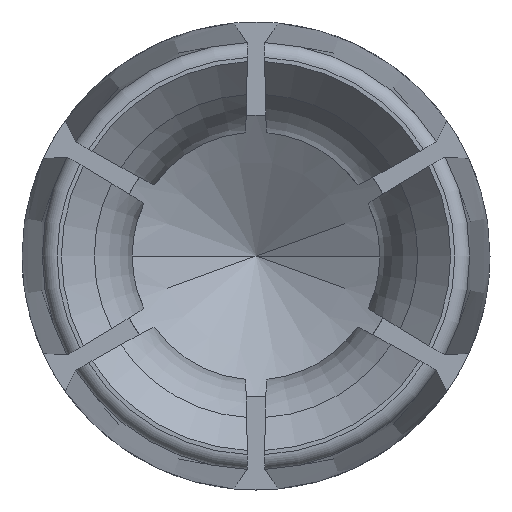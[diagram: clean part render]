
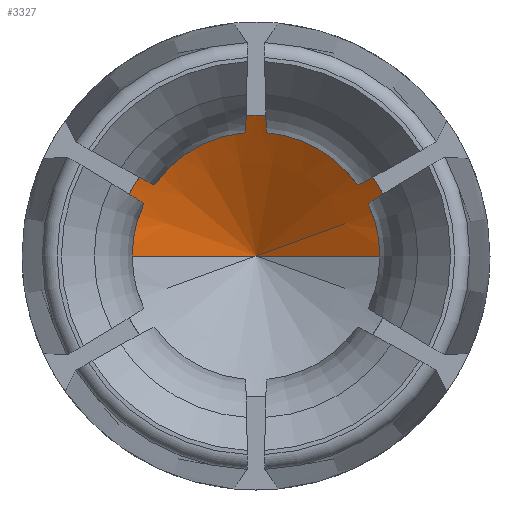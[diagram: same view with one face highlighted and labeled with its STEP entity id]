
A CAD part, front view. The second image highlights one B-rep face of the part: STEP entity #3327.
In plain terms, the highlighted conical face has half-angle 59 degrees and reference radius 0.969 mm.
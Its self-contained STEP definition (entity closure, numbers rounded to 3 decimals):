
#1261=DIRECTION('',(0.857,0.515,0.));
#1262=VECTOR('',#1261,2.217);
#1263=CARTESIAN_POINT('',(-1.9,13.6,0.));
#1264=LINE('',#1263,#1262);
#1268=DIRECTION('',(-0.857,0.515,0.));
#1269=VECTOR('',#1268,2.217);
#1270=CARTESIAN_POINT('',(1.9,13.6,0.));
#1271=LINE('',#1270,#1269);
#1275=CARTESIAN_POINT('',(0.,13.6,0.));
#1276=DIRECTION('',(0.,1.,0.));
#1277=DIRECTION('',(-1.,0.,0.));
#1278=AXIS2_PLACEMENT_3D('',#1275,#1276,#1277);
#2403=CARTESIAN_POINT('',(1.9,13.6,0.));
#2404=VERTEX_POINT('',#2403);
#2405=CARTESIAN_POINT('',(-1.9,13.6,0.));
#2406=VERTEX_POINT('',#2405);
#2492=CARTESIAN_POINT('',(0.,14.742,0.));
#2493=VERTEX_POINT('',#2492);
#3317=CARTESIAN_POINT('',(0.,14.159,0.));
#3318=DIRECTION('',(0.,-1.,0.));
#3319=DIRECTION('',(-1.,0.,0.));
#3320=AXIS2_PLACEMENT_3D('',#3317,#3318,#3319);
#3321=CONICAL_SURFACE('',#3320,0.969,59.);
#3322=ORIENTED_EDGE('',*,*,#3309,.T.);
#3323=ORIENTED_EDGE('',*,*,#3312,.F.);
#3324=ORIENTED_EDGE('',*,*,#3181,.T.);
#3325=EDGE_LOOP('',(#3322,#3323,#3324));
#3326=FACE_OUTER_BOUND('',#3325,.F.);
#3327=ADVANCED_FACE('',(#3326),#3321,.F.);
#1279=CIRCLE('',#1278,1.9);
#3181=EDGE_CURVE('',#2406,#2404,#1279,.T.);
#3309=EDGE_CURVE('',#2404,#2493,#1271,.T.);
#3312=EDGE_CURVE('',#2406,#2493,#1264,.T.);
